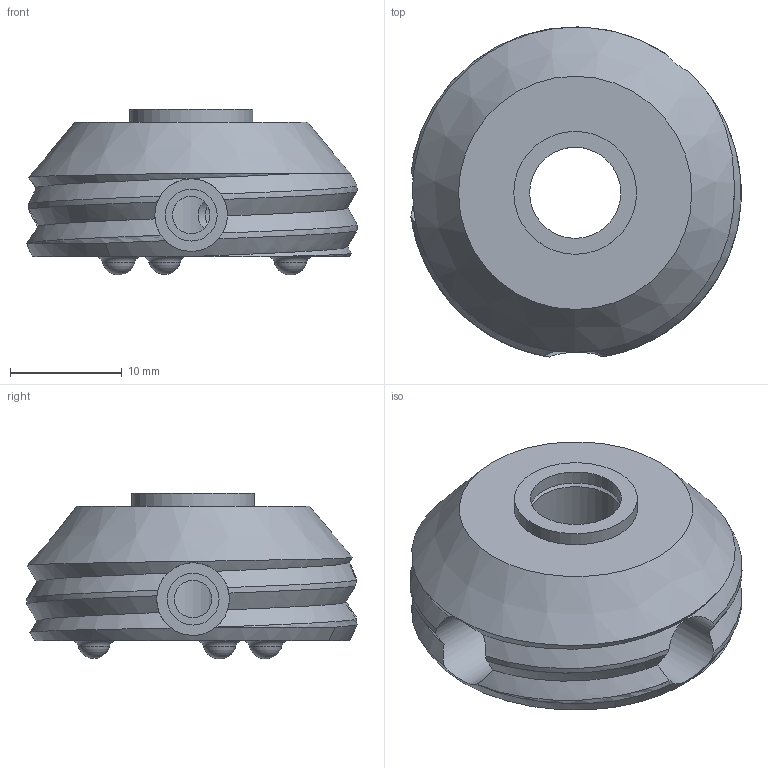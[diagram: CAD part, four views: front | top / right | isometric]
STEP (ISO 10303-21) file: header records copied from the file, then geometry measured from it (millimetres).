
FILE_DESCRIPTION(/* description */ (''),/* implementation_level */ '2;1');
FILE_NAME(/* name */ 'Drive.step',/* time_stamp */ '2025-06-26T19:58:27+02:00',/* author */ (''),/* organization */ (''),/* preprocessor_version */ 'ST-DEVELOPER v20.1',/* originating_system */ 'Autodesk Translation Framework v14.10.0.0',/* authorisation */ '');
FILE_SCHEMA (('AUTOMOTIVE_DESIGN { 1 0 10303 214 3 1 1 }'));
Length unit declared in the file: millimetre
Products named in the file (1): Drive
Bounding box: 29.59 x 29.54 x 14.85 mm (x, y, z)
Volume: 5750.6 mm3; surface area: 3048.3 mm2
Topology: 2 solids, 2 shells, 51 faces, 140 edges, 95 vertices
Faces by surface type: cylinder 18, bspline 12, plane 11, cone 4, torus 3, sphere 3
Full cylindrical faces by diameter (mm): 3.35 x3, 4.65 x3, 6.5 x3, 8.15 x1, 8.25 x1, 11 x1
Entity records: 3629 total; most frequent: CARTESIAN_POINT 2419, ORIENTED_EDGE 274, DIRECTION 185, EDGE_CURVE 137, VERTEX_POINT 95, AXIS2_PLACEMENT_3D 84, B_SPLINE_CURVE_WITH_KNOTS 76, EDGE_LOOP 66
